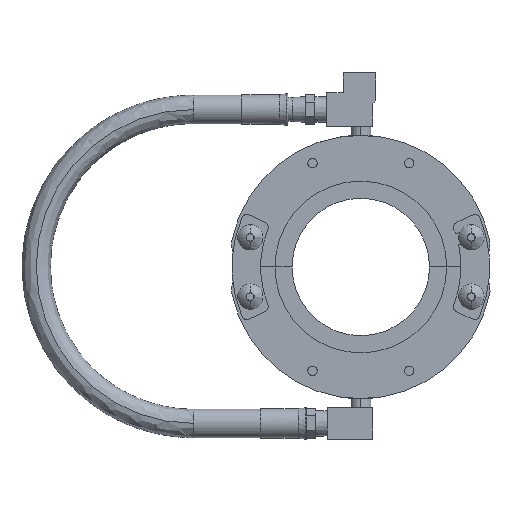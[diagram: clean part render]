
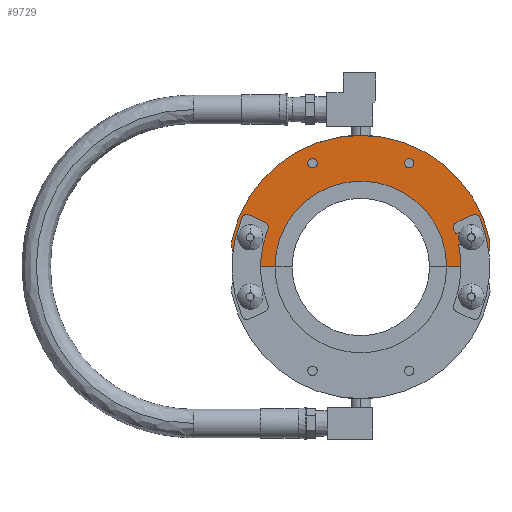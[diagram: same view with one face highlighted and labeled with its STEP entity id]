
A CAD part, left-side view. The second image highlights one B-rep face of the part: STEP entity #9729.
In plain terms, the highlighted planar face has unit normal (-1, 0, 0).
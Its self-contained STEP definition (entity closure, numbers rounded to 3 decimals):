
#50 = DIRECTION ( 'NONE',  ( 0., 0., 1. ) ) ;
#173 = CIRCLE ( 'NONE', #7058, 2.6 ) ;
#444 = CIRCLE ( 'NONE', #5055, 47.625 ) ;
#486 = CARTESIAN_POINT ( 'NONE',  ( -18.288, -58.973, 12.7 ) ) ;
#494 = VERTEX_POINT ( 'NONE', #4925 ) ;
#691 = CARTESIAN_POINT ( 'NONE',  ( -18.288, 0., 73.025 ) ) ;
#725 = FACE_BOUND ( 'NONE', #4977, .T. ) ;
#738 = AXIS2_PLACEMENT_3D ( 'NONE', #10537, #3044, #7156 ) ;
#742 = CARTESIAN_POINT ( 'NONE',  ( -18.288, -61.336, 19.035 ) ) ;
#911 = EDGE_CURVE ( 'NONE', #2305, #4593, #9438, .T. ) ;
#930 = CARTESIAN_POINT ( 'NONE',  ( -18.288, 0., 0. ) ) ;
#956 = DIRECTION ( 'NONE',  ( 0., 0., -1. ) ) ;
#986 = FACE_BOUND ( 'NONE', #2511, .T. ) ;
#1077 = DIRECTION ( 'NONE',  ( 1., 0., 0. ) ) ;
#1269 = DIRECTION ( 'NONE',  ( 0., 0., -1. ) ) ;
#1291 = DIRECTION ( 'NONE',  ( 0., 0., -1. ) ) ;
#1350 = DIRECTION ( 'NONE',  ( 1., 0., 0. ) ) ;
#1352 = ORIENTED_EDGE ( 'NONE', *, *, #911, .T. ) ;
#1396 = DIRECTION ( 'NONE',  ( -1., 0., 0. ) ) ;
#1469 = LINE ( 'NONE', #8118, #6339 ) ;
#1638 = VERTEX_POINT ( 'NONE', #10557 ) ;
#1661 = CARTESIAN_POINT ( 'NONE',  ( -18.288, 0., 0. ) ) ;
#1674 = CARTESIAN_POINT ( 'NONE',  ( -18.288, 0., 0. ) ) ;
#1708 = VERTEX_POINT ( 'NONE', #3887 ) ;
#1760 = VERTEX_POINT ( 'NONE', #691 ) ;
#1764 = CARTESIAN_POINT ( 'NONE',  ( -18.288, 58.973, 12.7 ) ) ;
#1782 = CARTESIAN_POINT ( 'NONE',  ( -18.288, 61.336, 16.435 ) ) ;
#1827 = DIRECTION ( 'NONE',  ( 0., 0., 1. ) ) ;
#2167 = AXIS2_PLACEMENT_3D ( 'NONE', #486, #9696, #1291 ) ;
#2180 = EDGE_CURVE ( 'NONE', #5992, #8222, #6788, .T. ) ;
#2305 = VERTEX_POINT ( 'NONE', #3419 ) ;
#2361 = CARTESIAN_POINT ( 'NONE',  ( -18.288, -61.336, 16.435 ) ) ;
#2392 = EDGE_CURVE ( 'NONE', #4593, #2305, #173, .T. ) ;
#2395 = CARTESIAN_POINT ( 'NONE',  ( -18.288, 26.836, 60.151 ) ) ;
#2455 = CARTESIAN_POINT ( 'NONE',  ( -18.288, 61.336, 16.435 ) ) ;
#2511 = EDGE_LOOP ( 'NONE', ( #1352, #5878 ) ) ;
#2540 = EDGE_CURVE ( 'NONE', #494, #10843, #1469, .T. ) ;
#2590 = CIRCLE ( 'NONE', #2167, 12.7 ) ;
#2710 = DIRECTION ( 'NONE',  ( 0., -1., 0. ) ) ;
#2719 = ORIENTED_EDGE ( 'NONE', *, *, #7100, .T. ) ;
#2722 = CARTESIAN_POINT ( 'NONE',  ( -18.288, -61.336, 13.835 ) ) ;
#2756 = AXIS2_PLACEMENT_3D ( 'NONE', #8173, #10836, #7403 ) ;
#2779 = CIRCLE ( 'NONE', #6069, 2.6 ) ;
#2979 = FACE_BOUND ( 'NONE', #5575, .T. ) ;
#2994 = DIRECTION ( 'NONE',  ( 1., 0., 0. ) ) ;
#2996 = CARTESIAN_POINT ( 'NONE',  ( -18.288, 47.625, 0. ) ) ;
#3016 = ORIENTED_EDGE ( 'NONE', *, *, #5982, .T. ) ;
#3029 = EDGE_CURVE ( 'NONE', #1760, #7814, #6072, .T. ) ;
#3042 = CIRCLE ( 'NONE', #7382, 47.625 ) ;
#3044 = DIRECTION ( 'NONE',  ( -1., 0., 0. ) ) ;
#3064 = CIRCLE ( 'NONE', #5940, 73.025 ) ;
#3150 = AXIS2_PLACEMENT_3D ( 'NONE', #1674, #5279, #4420 ) ;
#3202 = DIRECTION ( 'NONE',  ( 1., 0., 0. ) ) ;
#3261 = EDGE_CURVE ( 'NONE', #4704, #1760, #3064, .T. ) ;
#3275 = ORIENTED_EDGE ( 'NONE', *, *, #3029, .T. ) ;
#3419 = CARTESIAN_POINT ( 'NONE',  ( -18.288, 26.836, 54.951 ) ) ;
#3578 = CIRCLE ( 'NONE', #8505, 12.7 ) ;
#3778 = AXIS2_PLACEMENT_3D ( 'NONE', #8061, #1350, #4763 ) ;
#3792 = VERTEX_POINT ( 'NONE', #2996 ) ;
#3802 = ORIENTED_EDGE ( 'NONE', *, *, #4265, .T. ) ;
#3824 = VERTEX_POINT ( 'NONE', #10264 ) ;
#3887 = CARTESIAN_POINT ( 'NONE',  ( -18.288, 61.336, 13.835 ) ) ;
#3916 = LINE ( 'NONE', #7710, #9534 ) ;
#4049 = ORIENTED_EDGE ( 'NONE', *, *, #10681, .F. ) ;
#4134 = DIRECTION ( 'NONE',  ( 0., 0., -1. ) ) ;
#4221 = AXIS2_PLACEMENT_3D ( 'NONE', #7331, #6573, #10797 ) ;
#4265 = EDGE_CURVE ( 'NONE', #1638, #7143, #8392, .T. ) ;
#4414 = AXIS2_PLACEMENT_3D ( 'NONE', #2455, #8253, #4134 ) ;
#4420 = DIRECTION ( 'NONE',  ( 0., 0., 1. ) ) ;
#4536 = ORIENTED_EDGE ( 'NONE', *, *, #4868, .T. ) ;
#4567 = ORIENTED_EDGE ( 'NONE', *, *, #5310, .T. ) ;
#4593 = VERTEX_POINT ( 'NONE', #2395 ) ;
#4704 = VERTEX_POINT ( 'NONE', #6146 ) ;
#4763 = DIRECTION ( 'NONE',  ( 0., 0., -1. ) ) ;
#4768 = CARTESIAN_POINT ( 'NONE',  ( -18.288, 0., 0. ) ) ;
#4811 = VERTEX_POINT ( 'NONE', #7930 ) ;
#4868 = EDGE_CURVE ( 'NONE', #1708, #5353, #2779, .T. ) ;
#4925 = CARTESIAN_POINT ( 'NONE',  ( -18.288, -47.625, 0. ) ) ;
#4977 = EDGE_LOOP ( 'NONE', ( #3802, #2719 ) ) ;
#5055 = AXIS2_PLACEMENT_3D ( 'NONE', #930, #5140, #1827 ) ;
#5140 = DIRECTION ( 'NONE',  ( -1., 0., 0. ) ) ;
#5171 = EDGE_CURVE ( 'NONE', #494, #4811, #3042, .T. ) ;
#5258 = CARTESIAN_POINT ( 'NONE',  ( -18.288, 26.836, 57.551 ) ) ;
#5279 = DIRECTION ( 'NONE',  ( -1., 0., 0. ) ) ;
#5310 = EDGE_CURVE ( 'NONE', #7814, #3824, #3578, .T. ) ;
#5349 = EDGE_LOOP ( 'NONE', ( #4536, #3016 ) ) ;
#5353 = VERTEX_POINT ( 'NONE', #6213 ) ;
#5575 = EDGE_LOOP ( 'NONE', ( #8609, #7759 ) ) ;
#5589 = DIRECTION ( 'NONE',  ( 0., 0., 1. ) ) ;
#5759 = ORIENTED_EDGE ( 'NONE', *, *, #2540, .T. ) ;
#5878 = ORIENTED_EDGE ( 'NONE', *, *, #2392, .T. ) ;
#5940 = AXIS2_PLACEMENT_3D ( 'NONE', #4768, #1396, #5589 ) ;
#5982 = EDGE_CURVE ( 'NONE', #5353, #1708, #8907, .T. ) ;
#5992 = VERTEX_POINT ( 'NONE', #742 ) ;
#6069 = AXIS2_PLACEMENT_3D ( 'NONE', #1782, #10279, #9295 ) ;
#6072 = CIRCLE ( 'NONE', #3150, 73.025 ) ;
#6113 = CARTESIAN_POINT ( 'NONE',  ( -18.288, -26.836, 60.151 ) ) ;
#6146 = CARTESIAN_POINT ( 'NONE',  ( -18.288, -71.388, 15.374 ) ) ;
#6213 = CARTESIAN_POINT ( 'NONE',  ( -18.288, 61.336, 19.035 ) ) ;
#6261 = CARTESIAN_POINT ( 'NONE',  ( -18.288, -58.973, 0. ) ) ;
#6278 = ORIENTED_EDGE ( 'NONE', *, *, #5171, .F. ) ;
#6339 = VECTOR ( 'NONE', #9043, 1000. ) ;
#6573 = DIRECTION ( 'NONE',  ( 1., 0., 0. ) ) ;
#6631 = FACE_BOUND ( 'NONE', #5349, .T. ) ;
#6682 = DIRECTION ( 'NONE',  ( -1., 0., 0. ) ) ;
#6788 = CIRCLE ( 'NONE', #9527, 2.6 ) ;
#7058 = AXIS2_PLACEMENT_3D ( 'NONE', #8834, #2994, #7179 ) ;
#7100 = EDGE_CURVE ( 'NONE', #7143, #1638, #9963, .T. ) ;
#7143 = VERTEX_POINT ( 'NONE', #6113 ) ;
#7156 = DIRECTION ( 'NONE',  ( 0., 0., 1. ) ) ;
#7179 = DIRECTION ( 'NONE',  ( 0., 0., -1. ) ) ;
#7331 = CARTESIAN_POINT ( 'NONE',  ( -18.288, -61.336, 16.435 ) ) ;
#7382 = AXIS2_PLACEMENT_3D ( 'NONE', #1661, #6682, #50 ) ;
#7403 = DIRECTION ( 'NONE',  ( 0., 0., -1. ) ) ;
#7404 = CIRCLE ( 'NONE', #4221, 2.6 ) ;
#7417 = DIRECTION ( 'NONE',  ( 0., 0., -1. ) ) ;
#7631 = DIRECTION ( 'NONE',  ( -1., 0., 0. ) ) ;
#7710 = CARTESIAN_POINT ( 'NONE',  ( -18.288, 0., 0. ) ) ;
#7759 = ORIENTED_EDGE ( 'NONE', *, *, #2180, .T. ) ;
#7814 = VERTEX_POINT ( 'NONE', #8640 ) ;
#7930 = CARTESIAN_POINT ( 'NONE',  ( -18.288, 0., 47.625 ) ) ;
#7998 = EDGE_LOOP ( 'NONE', ( #4567, #8065, #4049, #6278, #5759, #10222, #8875, #3275 ) ) ;
#8061 = CARTESIAN_POINT ( 'NONE',  ( -18.288, -26.836, 57.551 ) ) ;
#8065 = ORIENTED_EDGE ( 'NONE', *, *, #8952, .T. ) ;
#8118 = CARTESIAN_POINT ( 'NONE',  ( -18.288, 0., 0. ) ) ;
#8173 = CARTESIAN_POINT ( 'NONE',  ( -18.288, -26.836, 57.551 ) ) ;
#8222 = VERTEX_POINT ( 'NONE', #2722 ) ;
#8253 = DIRECTION ( 'NONE',  ( 1., 0., 0. ) ) ;
#8299 = AXIS2_PLACEMENT_3D ( 'NONE', #5258, #1077, #1269 ) ;
#8392 = CIRCLE ( 'NONE', #2756, 2.6 ) ;
#8505 = AXIS2_PLACEMENT_3D ( 'NONE', #1764, #7631, #956 ) ;
#8609 = ORIENTED_EDGE ( 'NONE', *, *, #9440, .T. ) ;
#8640 = CARTESIAN_POINT ( 'NONE',  ( -18.288, 71.388, 15.374 ) ) ;
#8834 = CARTESIAN_POINT ( 'NONE',  ( -18.288, 26.836, 57.551 ) ) ;
#8875 = ORIENTED_EDGE ( 'NONE', *, *, #3261, .T. ) ;
#8907 = CIRCLE ( 'NONE', #4414, 2.6 ) ;
#8952 = EDGE_CURVE ( 'NONE', #3824, #3792, #3916, .T. ) ;
#9043 = DIRECTION ( 'NONE',  ( 0., -1., 0. ) ) ;
#9126 = EDGE_CURVE ( 'NONE', #10843, #4704, #2590, .T. ) ;
#9295 = DIRECTION ( 'NONE',  ( 0., 0., -1. ) ) ;
#9438 = CIRCLE ( 'NONE', #8299, 2.6 ) ;
#9440 = EDGE_CURVE ( 'NONE', #8222, #5992, #7404, .T. ) ;
#9527 = AXIS2_PLACEMENT_3D ( 'NONE', #2361, #3202, #7417 ) ;
#9534 = VECTOR ( 'NONE', #2710, 1000. ) ;
#9696 = DIRECTION ( 'NONE',  ( -1., 0., 0. ) ) ;
#9729 = ADVANCED_FACE ( 'NONE', ( #2979, #725, #986, #6631, #9770 ), #10637, .T. ) ;
#9770 = FACE_OUTER_BOUND ( 'NONE', #7998, .T. ) ;
#9963 = CIRCLE ( 'NONE', #3778, 2.6 ) ;
#10222 = ORIENTED_EDGE ( 'NONE', *, *, #9126, .T. ) ;
#10264 = CARTESIAN_POINT ( 'NONE',  ( -18.288, 58.973, 0. ) ) ;
#10279 = DIRECTION ( 'NONE',  ( 1., 0., 0. ) ) ;
#10537 = CARTESIAN_POINT ( 'NONE',  ( -18.288, 0., 0. ) ) ;
#10557 = CARTESIAN_POINT ( 'NONE',  ( -18.288, -26.836, 54.951 ) ) ;
#10637 = PLANE ( 'NONE',  #738 ) ;
#10681 = EDGE_CURVE ( 'NONE', #4811, #3792, #444, .T. ) ;
#10797 = DIRECTION ( 'NONE',  ( 0., 0., -1. ) ) ;
#10836 = DIRECTION ( 'NONE',  ( 1., 0., 0. ) ) ;
#10843 = VERTEX_POINT ( 'NONE', #6261 ) ;
